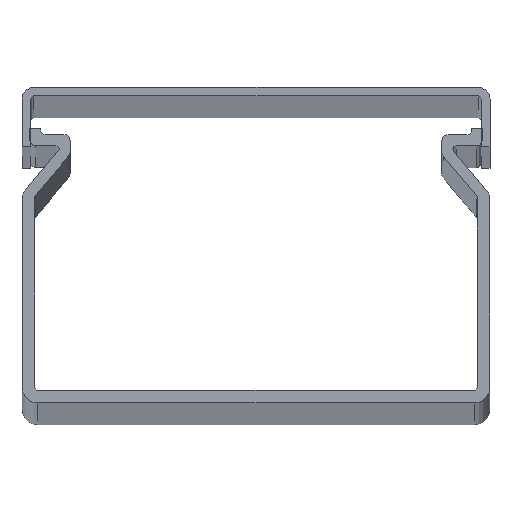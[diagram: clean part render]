
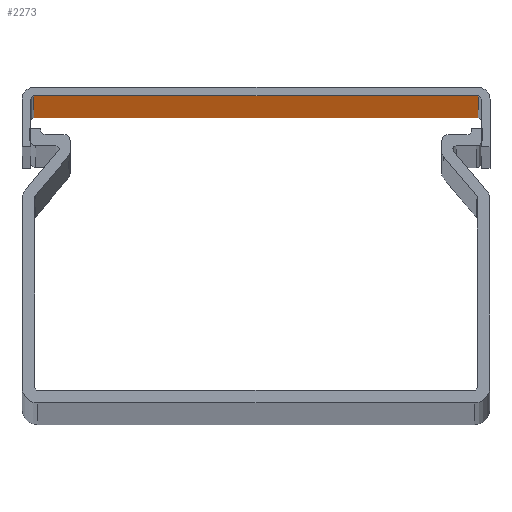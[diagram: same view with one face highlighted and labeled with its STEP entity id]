
A CAD part, top view. The second image highlights one B-rep face of the part: STEP entity #2273.
In plain terms, the highlighted planar face has unit normal (0, -1, 0).
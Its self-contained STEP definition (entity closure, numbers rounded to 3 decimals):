
#71 = VECTOR ( 'NONE', #2819, 1000. ) ;
#183 = VECTOR ( 'NONE', #1006, 1000. ) ;
#206 = CARTESIAN_POINT ( 'NONE',  ( 59.557, 92.2, 500. ) ) ;
#230 = DIRECTION ( 'NONE',  ( 1., 0., 0. ) ) ;
#266 = LINE ( 'NONE', #2622, #71 ) ;
#546 = EDGE_CURVE ( 'NONE', #2427, #1492, #1476, .T. ) ;
#582 = CARTESIAN_POINT ( 'NONE',  ( 1.4, 92.2, 500. ) ) ;
#648 = EDGE_LOOP ( 'NONE', ( #1670, #685, #2541, #1235 ) ) ;
#685 = ORIENTED_EDGE ( 'NONE', *, *, #1966, .F. ) ;
#923 = VECTOR ( 'NONE', #230, 1000. ) ;
#980 = FACE_OUTER_BOUND ( 'NONE', #648, .T. ) ;
#1006 = DIRECTION ( 'NONE',  ( 0., 0., 1. ) ) ;
#1051 = CARTESIAN_POINT ( 'NONE',  ( 72.6, 92.2, -1500. ) ) ;
#1149 = EDGE_CURVE ( 'NONE', #1170, #1492, #1948, .T. ) ;
#1170 = VERTEX_POINT ( 'NONE', #1051 ) ;
#1183 = CARTESIAN_POINT ( 'NONE',  ( 1.4, 92.2, -1500. ) ) ;
#1235 = ORIENTED_EDGE ( 'NONE', *, *, #546, .F. ) ;
#1242 = CARTESIAN_POINT ( 'NONE',  ( 72.6, 92.2, 500. ) ) ;
#1374 = CARTESIAN_POINT ( 'NONE',  ( 1.4, 92.2, 500. ) ) ;
#1476 = LINE ( 'NONE', #206, #923 ) ;
#1480 = CARTESIAN_POINT ( 'NONE',  ( 72.6, 92.2, 500. ) ) ;
#1492 = VERTEX_POINT ( 'NONE', #1242 ) ;
#1514 = EDGE_CURVE ( 'NONE', #2427, #2754, #2200, .T. ) ;
#1602 = DIRECTION ( 'NONE',  ( 0., 0., -1. ) ) ;
#1632 = CARTESIAN_POINT ( 'NONE',  ( 1.4, 92.2, 500. ) ) ;
#1650 = VECTOR ( 'NONE', #1726, 1000. ) ;
#1670 = ORIENTED_EDGE ( 'NONE', *, *, #1514, .T. ) ;
#1726 = DIRECTION ( 'NONE',  ( 0., 0., -1. ) ) ;
#1948 = LINE ( 'NONE', #1480, #183 ) ;
#1966 = EDGE_CURVE ( 'NONE', #1170, #2754, #266, .T. ) ;
#2200 = LINE ( 'NONE', #582, #1650 ) ;
#2273 = ADVANCED_FACE ( 'NONE', ( #980 ), #2697, .T. ) ;
#2427 = VERTEX_POINT ( 'NONE', #1632 ) ;
#2541 = ORIENTED_EDGE ( 'NONE', *, *, #1149, .T. ) ;
#2622 = CARTESIAN_POINT ( 'NONE',  ( 72.6, 92.2, -1500. ) ) ;
#2639 = AXIS2_PLACEMENT_3D ( 'NONE', #1374, #2842, #1602 ) ;
#2697 = PLANE ( 'NONE',  #2639 ) ;
#2754 = VERTEX_POINT ( 'NONE', #1183 ) ;
#2819 = DIRECTION ( 'NONE',  ( -1., 0., 0. ) ) ;
#2842 = DIRECTION ( 'NONE',  ( 0., -1., 0. ) ) ;
